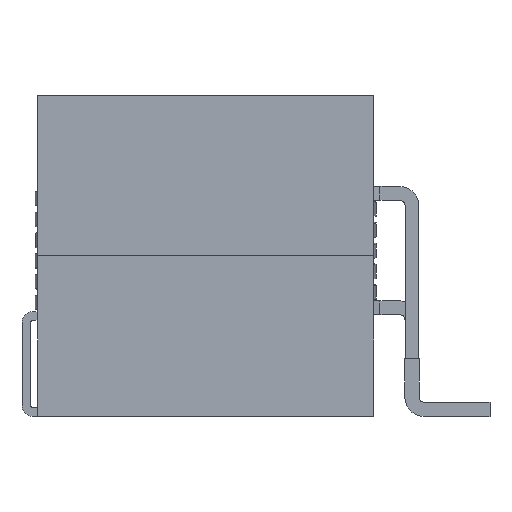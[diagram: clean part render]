
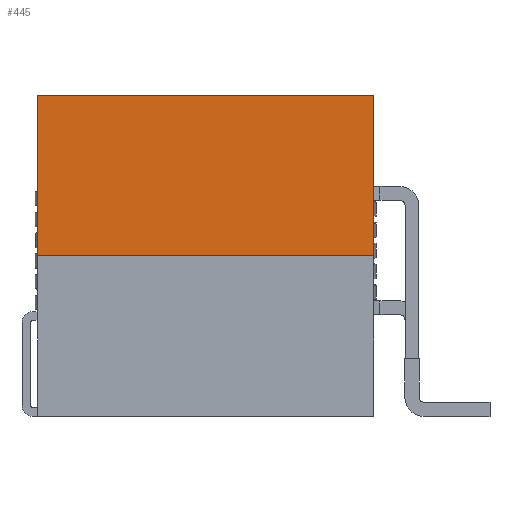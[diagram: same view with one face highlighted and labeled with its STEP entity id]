
A CAD part, left-side view. The second image highlights one B-rep face of the part: STEP entity #445.
In plain terms, the highlighted planar face has unit normal (-1, 0, 0).
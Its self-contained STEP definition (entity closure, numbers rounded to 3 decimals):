
#445 = ADVANCED_FACE( '', ( #979 ), #980, .F. );
#979 = FACE_OUTER_BOUND( '', #1628, .T. );
#980 = PLANE( '', #1629 );
#1628 = EDGE_LOOP( '', ( #3103, #3104, #3105, #3106 ) );
#1629 = AXIS2_PLACEMENT_3D( '', #3107, #3108, #3109 );
#3103 = ORIENTED_EDGE( '', *, *, #4474, .T. );
#3104 = ORIENTED_EDGE( '', *, *, #4793, .F. );
#3105 = ORIENTED_EDGE( '', *, *, #4764, .F. );
#3106 = ORIENTED_EDGE( '', *, *, #4794, .T. );
#3107 = CARTESIAN_POINT( '', ( -14., 9.7, 9.25 ) );
#3108 = DIRECTION( '', ( 1., 0., 0. ) );
#3109 = DIRECTION( '', ( 0., 0., -1. ) );
#4474 = EDGE_CURVE( '', #5277, #5275, #5278, .T. );
#4764 = EDGE_CURVE( '', #5758, #5760, #5761, .T. );
#4793 = EDGE_CURVE( '', #5760, #5275, #5805, .T. );
#4794 = EDGE_CURVE( '', #5758, #5277, #5806, .T. );
#5275 = VERTEX_POINT( '', #6583 );
#5277 = VERTEX_POINT( '', #6586 );
#5278 = LINE( '', #6587, #6588 );
#5758 = VERTEX_POINT( '', #7523 );
#5760 = VERTEX_POINT( '', #7526 );
#5761 = LINE( '', #7527, #7528 );
#5805 = LINE( '', #7634, #7635 );
#5806 = LINE( '', #7636, #7637 );
#6583 = CARTESIAN_POINT( '', ( -14., -9.7, 0. ) );
#6586 = CARTESIAN_POINT( '', ( -14., 9.7, 0. ) );
#6587 = CARTESIAN_POINT( '', ( -14., 9.7, 0. ) );
#6588 = VECTOR( '', #8536, 1000. );
#7523 = CARTESIAN_POINT( '', ( -14., 9.7, 9.25 ) );
#7526 = CARTESIAN_POINT( '', ( -14., -9.7, 9.25 ) );
#7527 = CARTESIAN_POINT( '', ( -14., 9.7, 9.25 ) );
#7528 = VECTOR( '', #8760, 1000. );
#7634 = CARTESIAN_POINT( '', ( -14., -9.7, 9.25 ) );
#7635 = VECTOR( '', #8766, 1000. );
#7636 = CARTESIAN_POINT( '', ( -14., 9.7, 9.25 ) );
#7637 = VECTOR( '', #8767, 1000. );
#8536 = DIRECTION( '', ( 0., -1., 0. ) );
#8760 = DIRECTION( '', ( 0., -1., 0. ) );
#8766 = DIRECTION( '', ( 0., 0., -1. ) );
#8767 = DIRECTION( '', ( 0., 0., -1. ) );
